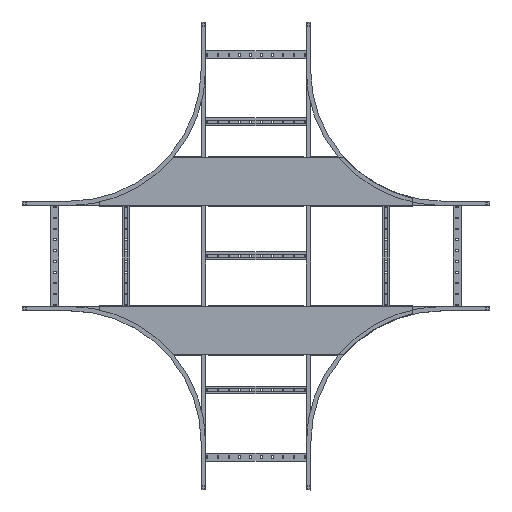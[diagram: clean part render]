
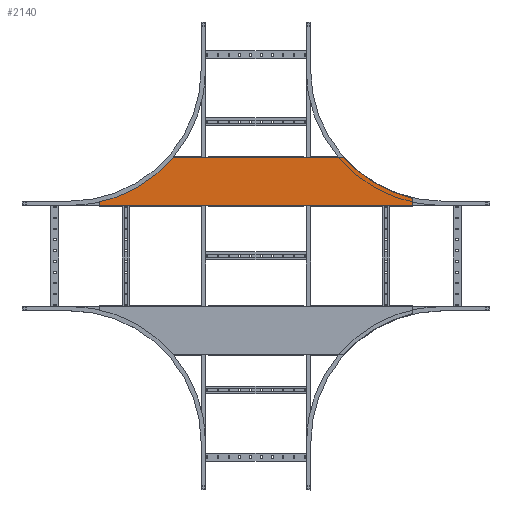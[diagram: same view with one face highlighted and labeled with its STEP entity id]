
A CAD part, top view. The second image highlights one B-rep face of the part: STEP entity #2140.
In plain terms, the highlighted face is planar.
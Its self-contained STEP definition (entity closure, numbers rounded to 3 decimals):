
#47 = CIRCLE ( 'NONE', #7008, 601.8 ) ;
#85 = DIRECTION ( 'NONE',  ( 0., -1., 0. ) ) ;
#368 = EDGE_CURVE ( 'NONE', #2195, #5435, #47, .T. ) ;
#448 = EDGE_LOOP ( 'NONE', ( #9608, #7851, #5187, #662, #4624, #5622, #9245, #853 ) ) ;
#452 = EDGE_CURVE ( 'NONE', #2088, #4045, #3636, .T. ) ;
#537 = DIRECTION ( 'NONE',  ( 0., 0., 1. ) ) ;
#617 = DIRECTION ( 'NONE',  ( 0., 0., -1. ) ) ;
#662 = ORIENTED_EDGE ( 'NONE', *, *, #1520, .F. ) ;
#853 = ORIENTED_EDGE ( 'NONE', *, *, #7753, .T. ) ;
#921 = CARTESIAN_POINT ( 'NONE',  ( -714.5, -1.2, -363.823 ) ) ;
#973 = DIRECTION ( 'NONE',  ( 0., 0., 1. ) ) ;
#1324 = CARTESIAN_POINT ( 'NONE',  ( 399.051, -1.2, -173.2 ) ) ;
#1325 = AXIS2_PLACEMENT_3D ( 'NONE', #9617, #3542, #537 ) ;
#1520 = EDGE_CURVE ( 'NONE', #5577, #4045, #5726, .T. ) ;
#1582 = DIRECTION ( 'NONE',  ( 0., 0., -1. ) ) ;
#1583 = VECTOR ( 'NONE', #2841, 1000. ) ;
#1722 = VECTOR ( 'NONE', #8829, 1000. ) ;
#2084 = AXIS2_PLACEMENT_3D ( 'NONE', #8877, #85, #7536 ) ;
#2088 = VERTEX_POINT ( 'NONE', #921 ) ;
#2140 = ADVANCED_FACE ( 'NONE', ( #6408 ), #4153, .F. ) ;
#2195 = VERTEX_POINT ( 'NONE', #5880 ) ;
#2227 = CIRCLE ( 'NONE', #5262, 5. ) ;
#2659 = DIRECTION ( 'NONE',  ( 0., 1., 0. ) ) ;
#2804 = CARTESIAN_POINT ( 'NONE',  ( -560., -1.2, -173.2 ) ) ;
#2841 = DIRECTION ( 'NONE',  ( -1., 0., 0. ) ) ;
#2988 = CARTESIAN_POINT ( 'NONE',  ( -714.5, -1.2, 226.8 ) ) ;
#3248 = CIRCLE ( 'NONE', #2084, 601.8 ) ;
#3542 = DIRECTION ( 'NONE',  ( 0., -1., 0. ) ) ;
#3636 = LINE ( 'NONE', #2988, #9400 ) ;
#3852 = VECTOR ( 'NONE', #617, 1000. ) ;
#4045 = VERTEX_POINT ( 'NONE', #9096 ) ;
#4153 = PLANE ( 'NONE',  #8405 ) ;
#4188 = DIRECTION ( 'NONE',  ( 0., 0., 1. ) ) ;
#4287 = EDGE_CURVE ( 'NONE', #7696, #9744, #2227, .T. ) ;
#4624 = ORIENTED_EDGE ( 'NONE', *, *, #6030, .F. ) ;
#5066 = CARTESIAN_POINT ( 'NONE',  ( -1037., -1.2, -393.2 ) ) ;
#5169 = CARTESIAN_POINT ( 'NONE',  ( 714.5, -1.2, -393.2 ) ) ;
#5187 = ORIENTED_EDGE ( 'NONE', *, *, #452, .T. ) ;
#5262 = AXIS2_PLACEMENT_3D ( 'NONE', #5390, #6943, #973 ) ;
#5390 = CARTESIAN_POINT ( 'NONE',  ( 709.5, -1.2, -363.823 ) ) ;
#5435 = VERTEX_POINT ( 'NONE', #7985 ) ;
#5577 = VERTEX_POINT ( 'NONE', #5169 ) ;
#5622 = ORIENTED_EDGE ( 'NONE', *, *, #4287, .T. ) ;
#5726 = LINE ( 'NONE', #5066, #1583 ) ;
#5880 = CARTESIAN_POINT ( 'NONE',  ( -710.647, -1.2, -358.957 ) ) ;
#6020 = VERTEX_POINT ( 'NONE', #1324 ) ;
#6030 = EDGE_CURVE ( 'NONE', #7696, #5577, #6575, .T. ) ;
#6408 = FACE_OUTER_BOUND ( 'NONE', #448, .T. ) ;
#6458 = CARTESIAN_POINT ( 'NONE',  ( -848.677, -1.2, 226.8 ) ) ;
#6575 = LINE ( 'NONE', #6620, #3852 ) ;
#6620 = CARTESIAN_POINT ( 'NONE',  ( 714.5, -1.2, -395.4 ) ) ;
#6943 = DIRECTION ( 'NONE',  ( 0., -1., 0. ) ) ;
#7008 = AXIS2_PLACEMENT_3D ( 'NONE', #8228, #8107, #7608 ) ;
#7179 = EDGE_CURVE ( 'NONE', #6020, #9744, #3248, .T. ) ;
#7323 = CARTESIAN_POINT ( 'NONE',  ( 714.5, -1.2, -363.823 ) ) ;
#7474 = CIRCLE ( 'NONE', #1325, 5. ) ;
#7536 = DIRECTION ( 'NONE',  ( 0., 0., -1. ) ) ;
#7608 = DIRECTION ( 'NONE',  ( 0., 0., 1. ) ) ;
#7696 = VERTEX_POINT ( 'NONE', #7323 ) ;
#7753 = EDGE_CURVE ( 'NONE', #6020, #5435, #9025, .T. ) ;
#7851 = ORIENTED_EDGE ( 'NONE', *, *, #9402, .T. ) ;
#7985 = CARTESIAN_POINT ( 'NONE',  ( -399.051, -1.2, -173.2 ) ) ;
#8107 = DIRECTION ( 'NONE',  ( 0., -1., 0. ) ) ;
#8228 = CARTESIAN_POINT ( 'NONE',  ( -848.677, -1.2, 226.8 ) ) ;
#8405 = AXIS2_PLACEMENT_3D ( 'NONE', #6458, #2659, #4188 ) ;
#8829 = DIRECTION ( 'NONE',  ( -1., 0., 0. ) ) ;
#8877 = CARTESIAN_POINT ( 'NONE',  ( 848.677, -1.2, 226.8 ) ) ;
#9025 = LINE ( 'NONE', #2804, #1722 ) ;
#9096 = CARTESIAN_POINT ( 'NONE',  ( -714.5, -1.2, -393.2 ) ) ;
#9214 = CARTESIAN_POINT ( 'NONE',  ( 710.647, -1.2, -358.957 ) ) ;
#9245 = ORIENTED_EDGE ( 'NONE', *, *, #7179, .F. ) ;
#9400 = VECTOR ( 'NONE', #1582, 1000. ) ;
#9402 = EDGE_CURVE ( 'NONE', #2195, #2088, #7474, .T. ) ;
#9608 = ORIENTED_EDGE ( 'NONE', *, *, #368, .F. ) ;
#9617 = CARTESIAN_POINT ( 'NONE',  ( -709.5, -1.2, -363.823 ) ) ;
#9744 = VERTEX_POINT ( 'NONE', #9214 ) ;
